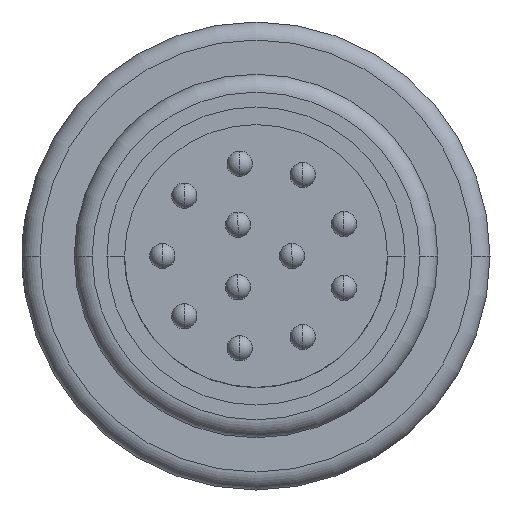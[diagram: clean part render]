
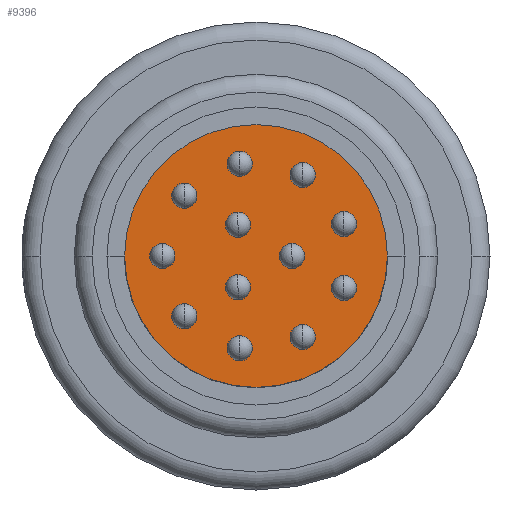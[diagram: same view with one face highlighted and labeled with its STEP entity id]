
A CAD part, left-side view. The second image highlights one B-rep face of the part: STEP entity #9396.
In plain terms, the highlighted planar face has unit normal (-1, 0, 0).
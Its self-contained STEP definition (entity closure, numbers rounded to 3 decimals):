
#3792=CARTESIAN_POINT('',(-2.1,0.,0.));
#3793=DIRECTION('',(-1.,0.,0.));
#3794=DIRECTION('',(0.,0.,1.));
#3795=AXIS2_PLACEMENT_3D('',#3792,#3793,#3794);
#3800=CARTESIAN_POINT('',(-2.1,0.,0.));
#3801=DIRECTION('',(-1.,0.,0.));
#3802=DIRECTION('',(0.,0.,-1.));
#3803=AXIS2_PLACEMENT_3D('',#3800,#3801,#3802);
#3808=CARTESIAN_POINT('',(-2.1,2.6,0.));
#3809=DIRECTION('',(-1.,0.,0.));
#3810=DIRECTION('',(0.,0.,-1.));
#3811=AXIS2_PLACEMENT_3D('',#3808,#3809,#3810);
#3816=CARTESIAN_POINT('',(-2.1,2.6,0.));
#3817=DIRECTION('',(-1.,0.,0.));
#3818=DIRECTION('',(0.,0.,1.));
#3819=AXIS2_PLACEMENT_3D('',#3816,#3817,#3818);
#3824=CARTESIAN_POINT('',(-2.1,1.992,-1.671));
#3825=DIRECTION('',(-1.,0.,0.));
#3826=DIRECTION('',(0.,0.,1.));
#3827=AXIS2_PLACEMENT_3D('',#3824,#3825,#3826);
#3832=CARTESIAN_POINT('',(-2.1,1.992,-1.671));
#3833=DIRECTION('',(-1.,0.,0.));
#3834=DIRECTION('',(0.,0.,-1.));
#3835=AXIS2_PLACEMENT_3D('',#3832,#3833,#3834);
#3840=CARTESIAN_POINT('',(-2.1,0.451,-2.561));
#3841=DIRECTION('',(-1.,0.,0.));
#3842=DIRECTION('',(0.,0.,1.));
#3843=AXIS2_PLACEMENT_3D('',#3840,#3841,#3842);
#3848=CARTESIAN_POINT('',(-2.1,0.451,-2.561));
#3849=DIRECTION('',(-1.,0.,0.));
#3850=DIRECTION('',(0.,0.,-1.));
#3851=AXIS2_PLACEMENT_3D('',#3848,#3849,#3850);
#3856=CARTESIAN_POINT('',(-2.1,-1.3,-2.252));
#3857=DIRECTION('',(-1.,0.,0.));
#3858=DIRECTION('',(0.,0.,1.));
#3859=AXIS2_PLACEMENT_3D('',#3856,#3857,#3858);
#3864=CARTESIAN_POINT('',(-2.1,-1.3,-2.252));
#3865=DIRECTION('',(-1.,0.,0.));
#3866=DIRECTION('',(0.,0.,-1.));
#3867=AXIS2_PLACEMENT_3D('',#3864,#3865,#3866);
#3872=CARTESIAN_POINT('',(-2.1,1.992,1.671));
#3873=DIRECTION('',(-1.,0.,0.));
#3874=DIRECTION('',(0.,0.,-1.));
#3875=AXIS2_PLACEMENT_3D('',#3872,#3873,#3874);
#3880=CARTESIAN_POINT('',(-2.1,1.992,1.671));
#3881=DIRECTION('',(-1.,0.,0.));
#3882=DIRECTION('',(0.,0.,1.));
#3883=AXIS2_PLACEMENT_3D('',#3880,#3881,#3882);
#3888=CARTESIAN_POINT('',(-2.1,-2.443,-0.889));
#3889=DIRECTION('',(-1.,0.,0.));
#3890=DIRECTION('',(0.,0.,1.));
#3891=AXIS2_PLACEMENT_3D('',#3888,#3889,#3890);
#3896=CARTESIAN_POINT('',(-2.1,-2.443,-0.889));
#3897=DIRECTION('',(-1.,0.,0.));
#3898=DIRECTION('',(0.,0.,-1.));
#3899=AXIS2_PLACEMENT_3D('',#3896,#3897,#3898);
#3904=CARTESIAN_POINT('',(-2.1,-1.3,2.252));
#3905=DIRECTION('',(-1.,0.,0.));
#3906=DIRECTION('',(0.,0.,1.));
#3907=AXIS2_PLACEMENT_3D('',#3904,#3905,#3906);
#3912=CARTESIAN_POINT('',(-2.1,-1.3,2.252));
#3913=DIRECTION('',(-1.,0.,0.));
#3914=DIRECTION('',(0.,0.,-1.));
#3915=AXIS2_PLACEMENT_3D('',#3912,#3913,#3914);
#3920=CARTESIAN_POINT('',(-2.1,0.451,2.561));
#3921=DIRECTION('',(-1.,0.,0.));
#3922=DIRECTION('',(0.,0.,1.));
#3923=AXIS2_PLACEMENT_3D('',#3920,#3921,#3922);
#3928=CARTESIAN_POINT('',(-2.1,0.451,2.561));
#3929=DIRECTION('',(-1.,0.,0.));
#3930=DIRECTION('',(0.,0.,-1.));
#3931=AXIS2_PLACEMENT_3D('',#3928,#3929,#3930);
#3936=CARTESIAN_POINT('',(-2.1,0.5,0.866));
#3937=DIRECTION('',(-1.,0.,0.));
#3938=DIRECTION('',(0.,0.,1.));
#3939=AXIS2_PLACEMENT_3D('',#3936,#3937,#3938);
#3944=CARTESIAN_POINT('',(-2.1,0.5,0.866));
#3945=DIRECTION('',(-1.,0.,0.));
#3946=DIRECTION('',(0.,0.,-1.));
#3947=AXIS2_PLACEMENT_3D('',#3944,#3945,#3946);
#3952=CARTESIAN_POINT('',(-2.1,0.5,-0.866));
#3953=DIRECTION('',(-1.,0.,0.));
#3954=DIRECTION('',(0.,0.,1.));
#3955=AXIS2_PLACEMENT_3D('',#3952,#3953,#3954);
#3960=CARTESIAN_POINT('',(-2.1,0.5,-0.866));
#3961=DIRECTION('',(-1.,0.,0.));
#3962=DIRECTION('',(0.,0.,-1.));
#3963=AXIS2_PLACEMENT_3D('',#3960,#3961,#3962);
#3968=CARTESIAN_POINT('',(-2.1,-1.,0.));
#3969=DIRECTION('',(-1.,0.,0.));
#3970=DIRECTION('',(0.,0.,1.));
#3971=AXIS2_PLACEMENT_3D('',#3968,#3969,#3970);
#3976=CARTESIAN_POINT('',(-2.1,-1.,0.));
#3977=DIRECTION('',(-1.,0.,0.));
#3978=DIRECTION('',(0.,0.,-1.));
#3979=AXIS2_PLACEMENT_3D('',#3976,#3977,#3978);
#3984=CARTESIAN_POINT('',(-2.1,-2.443,0.889));
#3985=DIRECTION('',(-1.,0.,0.));
#3986=DIRECTION('',(0.,0.,1.));
#3987=AXIS2_PLACEMENT_3D('',#3984,#3985,#3986);
#3992=CARTESIAN_POINT('',(-2.1,-2.443,0.889));
#3993=DIRECTION('',(-1.,0.,0.));
#3994=DIRECTION('',(0.,0.,-1.));
#3995=AXIS2_PLACEMENT_3D('',#3992,#3993,#3994);
#4552=CARTESIAN_POINT('',(-2.1,0.,3.65));
#4553=CARTESIAN_POINT('',(-2.1,0.,-3.65));
#4554=VERTEX_POINT('',#4552);
#4555=VERTEX_POINT('',#4553);
#4867=CARTESIAN_POINT('',(-2.1,2.6,-0.35));
#4868=CARTESIAN_POINT('',(-2.1,2.6,0.35));
#4869=VERTEX_POINT('',#4867);
#4870=VERTEX_POINT('',#4868);
#4871=CARTESIAN_POINT('',(-2.1,1.992,-1.321));
#4872=CARTESIAN_POINT('',(-2.1,1.992,-2.021));
#4873=VERTEX_POINT('',#4871);
#4874=VERTEX_POINT('',#4872);
#4875=CARTESIAN_POINT('',(-2.1,0.451,-2.211));
#4876=CARTESIAN_POINT('',(-2.1,0.451,-2.911));
#4877=VERTEX_POINT('',#4875);
#4878=VERTEX_POINT('',#4876);
#4879=CARTESIAN_POINT('',(-2.1,-1.3,-1.902));
#4880=CARTESIAN_POINT('',(-2.1,-1.3,-2.602));
#4881=VERTEX_POINT('',#4879);
#4882=VERTEX_POINT('',#4880);
#4883=CARTESIAN_POINT('',(-2.1,1.992,1.321));
#4884=CARTESIAN_POINT('',(-2.1,1.992,2.021));
#4885=VERTEX_POINT('',#4883);
#4886=VERTEX_POINT('',#4884);
#4887=CARTESIAN_POINT('',(-2.1,-2.443,-0.539));
#4888=CARTESIAN_POINT('',(-2.1,-2.443,-1.239));
#4889=VERTEX_POINT('',#4887);
#4890=VERTEX_POINT('',#4888);
#4891=CARTESIAN_POINT('',(-2.1,-1.3,2.602));
#4892=CARTESIAN_POINT('',(-2.1,-1.3,1.902));
#4893=VERTEX_POINT('',#4891);
#4894=VERTEX_POINT('',#4892);
#4895=CARTESIAN_POINT('',(-2.1,0.451,2.911));
#4896=CARTESIAN_POINT('',(-2.1,0.451,2.211));
#4897=VERTEX_POINT('',#4895);
#4898=VERTEX_POINT('',#4896);
#4899=CARTESIAN_POINT('',(-2.1,0.5,1.216));
#4900=CARTESIAN_POINT('',(-2.1,0.5,0.516));
#4901=VERTEX_POINT('',#4899);
#4902=VERTEX_POINT('',#4900);
#4903=CARTESIAN_POINT('',(-2.1,0.5,-0.516));
#4904=CARTESIAN_POINT('',(-2.1,0.5,-1.216));
#4905=VERTEX_POINT('',#4903);
#4906=VERTEX_POINT('',#4904);
#4907=CARTESIAN_POINT('',(-2.1,-1.,0.35));
#4908=CARTESIAN_POINT('',(-2.1,-1.,-0.35));
#4909=VERTEX_POINT('',#4907);
#4910=VERTEX_POINT('',#4908);
#5138=CARTESIAN_POINT('',(-2.1,-2.443,1.239));
#5139=CARTESIAN_POINT('',(-2.1,-2.443,0.539));
#5140=VERTEX_POINT('',#5138);
#5141=VERTEX_POINT('',#5139);
#9315=CARTESIAN_POINT('',(-2.1,0.,0.));
#9316=DIRECTION('',(1.,0.,0.));
#9317=DIRECTION('',(0.,0.,-1.));
#9318=AXIS2_PLACEMENT_3D('',#9315,#9316,#9317);
#9319=PLANE('',#9318);
#9320=ORIENTED_EDGE('',*,*,#9273,.F.);
#9321=ORIENTED_EDGE('',*,*,#9296,.F.);
#9322=EDGE_LOOP('',(#9320,#9321));
#9323=FACE_OUTER_BOUND('',#9322,.F.);
#9325=ORIENTED_EDGE('',*,*,#9324,.T.);
#9327=ORIENTED_EDGE('',*,*,#9326,.T.);
#9328=EDGE_LOOP('',(#9325,#9327));
#9329=FACE_BOUND('',#9328,.F.);
#9331=ORIENTED_EDGE('',*,*,#9330,.T.);
#9333=ORIENTED_EDGE('',*,*,#9332,.T.);
#9334=EDGE_LOOP('',(#9331,#9333));
#9335=FACE_BOUND('',#9334,.F.);
#9337=ORIENTED_EDGE('',*,*,#9336,.T.);
#9339=ORIENTED_EDGE('',*,*,#9338,.T.);
#9340=EDGE_LOOP('',(#9337,#9339));
#9341=FACE_BOUND('',#9340,.F.);
#9343=ORIENTED_EDGE('',*,*,#9342,.T.);
#9345=ORIENTED_EDGE('',*,*,#9344,.T.);
#9346=EDGE_LOOP('',(#9343,#9345));
#9347=FACE_BOUND('',#9346,.F.);
#9349=ORIENTED_EDGE('',*,*,#9348,.T.);
#9351=ORIENTED_EDGE('',*,*,#9350,.T.);
#9352=EDGE_LOOP('',(#9349,#9351));
#9353=FACE_BOUND('',#9352,.F.);
#9355=ORIENTED_EDGE('',*,*,#9354,.T.);
#9357=ORIENTED_EDGE('',*,*,#9356,.T.);
#9358=EDGE_LOOP('',(#9355,#9357));
#9359=FACE_BOUND('',#9358,.F.);
#9361=ORIENTED_EDGE('',*,*,#9360,.T.);
#9363=ORIENTED_EDGE('',*,*,#9362,.T.);
#9364=EDGE_LOOP('',(#9361,#9363));
#9365=FACE_BOUND('',#9364,.F.);
#9367=ORIENTED_EDGE('',*,*,#9366,.T.);
#9369=ORIENTED_EDGE('',*,*,#9368,.T.);
#9370=EDGE_LOOP('',(#9367,#9369));
#9371=FACE_BOUND('',#9370,.F.);
#9373=ORIENTED_EDGE('',*,*,#9372,.T.);
#9375=ORIENTED_EDGE('',*,*,#9374,.T.);
#9376=EDGE_LOOP('',(#9373,#9375));
#9377=FACE_BOUND('',#9376,.F.);
#9379=ORIENTED_EDGE('',*,*,#9378,.T.);
#9381=ORIENTED_EDGE('',*,*,#9380,.T.);
#9382=EDGE_LOOP('',(#9379,#9381));
#9383=FACE_BOUND('',#9382,.F.);
#9385=ORIENTED_EDGE('',*,*,#9384,.T.);
#9387=ORIENTED_EDGE('',*,*,#9386,.T.);
#9388=EDGE_LOOP('',(#9385,#9387));
#9389=FACE_BOUND('',#9388,.F.);
#9391=ORIENTED_EDGE('',*,*,#9390,.T.);
#9393=ORIENTED_EDGE('',*,*,#9392,.T.);
#9394=EDGE_LOOP('',(#9391,#9393));
#9395=FACE_BOUND('',#9394,.F.);
#3796=CIRCLE('',#3795,3.65);
#3804=CIRCLE('',#3803,3.65);
#3812=CIRCLE('',#3811,0.35);
#3820=CIRCLE('',#3819,0.35);
#3828=CIRCLE('',#3827,0.35);
#3836=CIRCLE('',#3835,0.35);
#3844=CIRCLE('',#3843,0.35);
#3852=CIRCLE('',#3851,0.35);
#3860=CIRCLE('',#3859,0.35);
#3868=CIRCLE('',#3867,0.35);
#3876=CIRCLE('',#3875,0.35);
#3884=CIRCLE('',#3883,0.35);
#3892=CIRCLE('',#3891,0.35);
#3900=CIRCLE('',#3899,0.35);
#3908=CIRCLE('',#3907,0.35);
#3916=CIRCLE('',#3915,0.35);
#3924=CIRCLE('',#3923,0.35);
#3932=CIRCLE('',#3931,0.35);
#3940=CIRCLE('',#3939,0.35);
#3948=CIRCLE('',#3947,0.35);
#3956=CIRCLE('',#3955,0.35);
#3964=CIRCLE('',#3963,0.35);
#3972=CIRCLE('',#3971,0.35);
#3980=CIRCLE('',#3979,0.35);
#3988=CIRCLE('',#3987,0.35);
#3996=CIRCLE('',#3995,0.35);
#9273=EDGE_CURVE('',#4554,#4555,#3796,.T.);
#9296=EDGE_CURVE('',#4555,#4554,#3804,.T.);
#9324=EDGE_CURVE('',#4869,#4870,#3812,.T.);
#9326=EDGE_CURVE('',#4870,#4869,#3820,.T.);
#9330=EDGE_CURVE('',#4873,#4874,#3828,.T.);
#9332=EDGE_CURVE('',#4874,#4873,#3836,.T.);
#9336=EDGE_CURVE('',#4877,#4878,#3844,.T.);
#9338=EDGE_CURVE('',#4878,#4877,#3852,.T.);
#9342=EDGE_CURVE('',#4881,#4882,#3860,.T.);
#9344=EDGE_CURVE('',#4882,#4881,#3868,.T.);
#9348=EDGE_CURVE('',#4885,#4886,#3876,.T.);
#9350=EDGE_CURVE('',#4886,#4885,#3884,.T.);
#9354=EDGE_CURVE('',#4889,#4890,#3892,.T.);
#9356=EDGE_CURVE('',#4890,#4889,#3900,.T.);
#9360=EDGE_CURVE('',#4893,#4894,#3908,.T.);
#9362=EDGE_CURVE('',#4894,#4893,#3916,.T.);
#9366=EDGE_CURVE('',#4897,#4898,#3924,.T.);
#9368=EDGE_CURVE('',#4898,#4897,#3932,.T.);
#9372=EDGE_CURVE('',#4901,#4902,#3940,.T.);
#9374=EDGE_CURVE('',#4902,#4901,#3948,.T.);
#9378=EDGE_CURVE('',#4905,#4906,#3956,.T.);
#9380=EDGE_CURVE('',#4906,#4905,#3964,.T.);
#9384=EDGE_CURVE('',#4909,#4910,#3972,.T.);
#9386=EDGE_CURVE('',#4910,#4909,#3980,.T.);
#9390=EDGE_CURVE('',#5140,#5141,#3988,.T.);
#9392=EDGE_CURVE('',#5141,#5140,#3996,.T.);
#9396=ADVANCED_FACE('',(#9323,#9329,#9335,#9341,#9347,#9353,#9359,#9365,#9371,
#9377,#9383,#9389,#9395),#9319,.F.);
